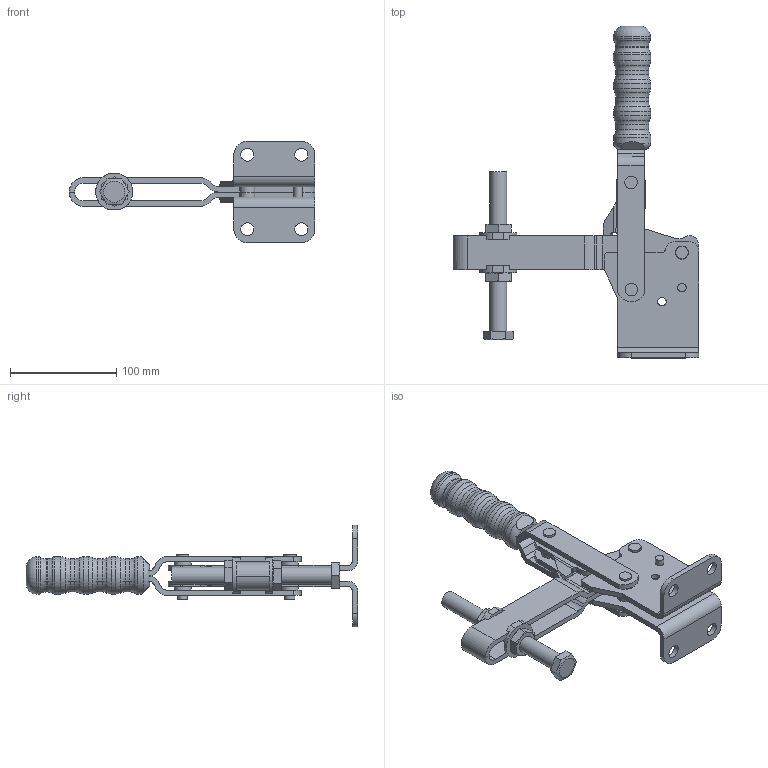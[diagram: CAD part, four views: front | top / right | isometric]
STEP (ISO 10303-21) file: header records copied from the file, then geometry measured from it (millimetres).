
FILE_DESCRIPTION(/* description */ ('Alibre Inc.'),/* implementation_level */ '2;1');
FILE_NAME(/* name */ 'export0',/* time_stamp */ '2012-02-17T12:04:24+01:00',/* author */ (''),/* organization */ (''),/* preprocessor_version */ 'ST-DEVELOPER v12',/* originating_system */ 'Alibre',/* authorisation */ '');
FILE_SCHEMA (('CONFIG_CONTROL_DESIGN'));
Length unit declared in the file: millimetre
Products named in the file (1): ID_1
Bounding box: 231.02 x 312.05 x 95.4 mm (x, y, z)
Volume: 395913.9 mm3; surface area: 174890.6 mm2
Topology: 25 solids, 25 shells, 354 faces, 840 edges, 528 vertices
Faces by surface type: plane 167, cylinder 139, cone 21, torus 19, bspline 8
Full cylindrical faces by diameter (mm): 7.93 x1, 7.945 x4, 9.475 x4, 9.575 x2, 9.6 x6, 9.625 x4, 11.75 x4, 12.3 x6, 14 x2, 14.15 x4, 14.28 x2, 14.29 x6, 14.47 x6, 16 x5, 16.5 x2, 31 x4, 35 x5
Entity records: 10829 total; most frequent: CARTESIAN_POINT 3171, ORIENTED_EDGE 1466, DIRECTION 1428, EDGE_CURVE 733, AXIS2_PLACEMENT_3D 641, EDGE_LOOP 524, FACE_BOUND 524, VERTEX_POINT 510
